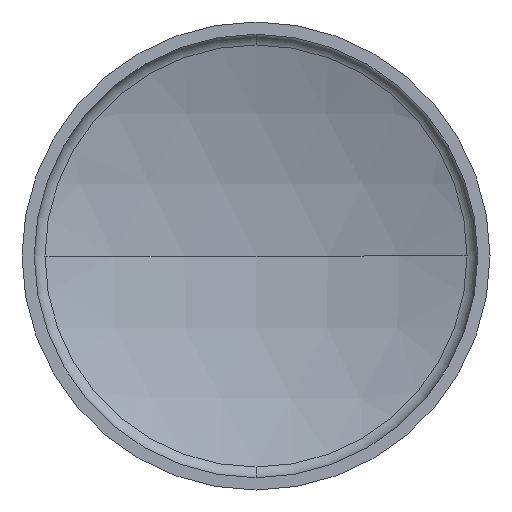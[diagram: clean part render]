
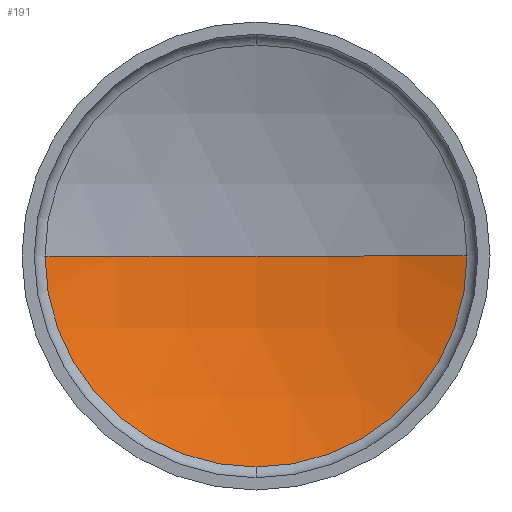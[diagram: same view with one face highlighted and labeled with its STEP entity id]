
A CAD part, front view. The second image highlights one B-rep face of the part: STEP entity #191.
In plain terms, the highlighted spherical face has radius 148.224 mm.
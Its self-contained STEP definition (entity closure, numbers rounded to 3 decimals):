
#3 = VERTEX_POINT ( 'NONE', #349 ) ;
#19 = ORIENTED_EDGE ( 'NONE', *, *, #40, .F. ) ;
#23 = CARTESIAN_POINT ( 'NONE',  ( 0., -122.223, 0. ) ) ;
#27 = CARTESIAN_POINT ( 'NONE',  ( 51.541, 16.75, 0. ) ) ;
#40 = EDGE_CURVE ( 'NONE', #315, #3, #221, .T. ) ;
#57 = AXIS2_PLACEMENT_3D ( 'NONE', #246, #244, #62 ) ;
#58 = DIRECTION ( 'NONE',  ( 0., 1., 0. ) ) ;
#62 = DIRECTION ( 'NONE',  ( -1., 0., 0. ) ) ;
#69 = AXIS2_PLACEMENT_3D ( 'NONE', #311, #332, #437 ) ;
#75 = ORIENTED_EDGE ( 'NONE', *, *, #224, .F. ) ;
#76 = CARTESIAN_POINT ( 'NONE',  ( 0., 16.75, -51.541 ) ) ;
#81 = DIRECTION ( 'NONE',  ( 0., 0., 1. ) ) ;
#86 = EDGE_CURVE ( 'NONE', #174, #423, #154, .T. ) ;
#106 = CARTESIAN_POINT ( 'NONE',  ( 0., 16.75, 0. ) ) ;
#154 = CIRCLE ( 'NONE', #69, 148.223 ) ;
#171 = DIRECTION ( 'NONE',  ( 0., 0., -1. ) ) ;
#174 = VERTEX_POINT ( 'NONE', #27 ) ;
#178 = EDGE_LOOP ( 'NONE', ( #232, #345, #75, #19 ) ) ;
#191 = ADVANCED_FACE ( 'NONE', ( #276 ), #279, .F. ) ;
#214 = AXIS2_PLACEMENT_3D ( 'NONE', #450, #363, #81 ) ;
#221 = CIRCLE ( 'NONE', #214, 51.541 ) ;
#224 = EDGE_CURVE ( 'NONE', #3, #423, #337, .T. ) ;
#232 = ORIENTED_EDGE ( 'NONE', *, *, #258, .F. ) ;
#244 = DIRECTION ( 'NONE',  ( 0., 0., 1. ) ) ;
#246 = CARTESIAN_POINT ( 'NONE',  ( 0., -122.223, 0. ) ) ;
#258 = EDGE_CURVE ( 'NONE', #174, #315, #297, .T. ) ;
#276 = FACE_OUTER_BOUND ( 'NONE', #178, .T. ) ;
#279 = SPHERICAL_SURFACE ( 'NONE', #57, 148.223 ) ;
#297 = CIRCLE ( 'NONE', #329, 51.541 ) ;
#300 = CARTESIAN_POINT ( 'NONE',  ( 0., 26., 0. ) ) ;
#311 = CARTESIAN_POINT ( 'NONE',  ( 0., -122.223, 0. ) ) ;
#315 = VERTEX_POINT ( 'NONE', #76 ) ;
#316 = DIRECTION ( 'NONE',  ( 0., 0., 1. ) ) ;
#317 = DIRECTION ( 'NONE',  ( -1., 0., 0. ) ) ;
#329 = AXIS2_PLACEMENT_3D ( 'NONE', #106, #58, #316 ) ;
#332 = DIRECTION ( 'NONE',  ( 0., 0., 1. ) ) ;
#337 = CIRCLE ( 'NONE', #394, 148.223 ) ;
#345 = ORIENTED_EDGE ( 'NONE', *, *, #86, .T. ) ;
#349 = CARTESIAN_POINT ( 'NONE',  ( -51.541, 16.75, 0. ) ) ;
#363 = DIRECTION ( 'NONE',  ( 0., 1., 0. ) ) ;
#394 = AXIS2_PLACEMENT_3D ( 'NONE', #23, #171, #317 ) ;
#423 = VERTEX_POINT ( 'NONE', #300 ) ;
#437 = DIRECTION ( 'NONE',  ( 1., 0., 0. ) ) ;
#450 = CARTESIAN_POINT ( 'NONE',  ( 0., 16.75, 0. ) ) ;
